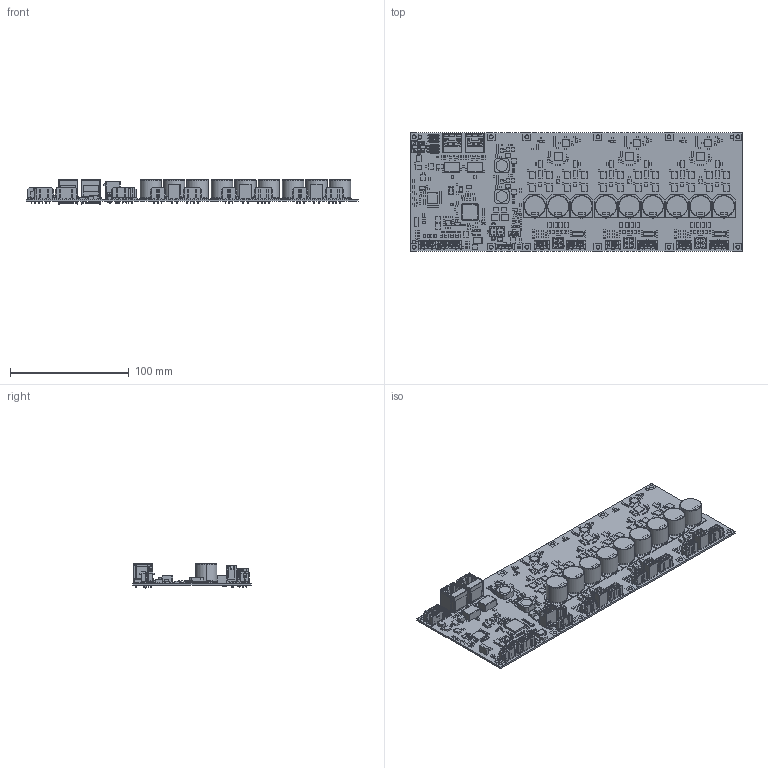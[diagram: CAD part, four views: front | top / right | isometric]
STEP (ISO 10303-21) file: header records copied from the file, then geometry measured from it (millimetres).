
FILE_DESCRIPTION(('STEP AP214'),'1');
FILE_NAME('8307017020_TMCM-3315_V20.step','2017-12-05T07:55:13',(' '),(' '),'Spatial InterOp 3D','XD3DPlugin XRACreate',' ');
FILE_SCHEMA(('automotive_design'));
Length unit declared in the file: millimetre
Products named in the file (360): Submodel-436500415.xtd; 436500415; Submodel-MOLEX-43650-0415_part_simplified_MOLEX-43650-0428; DesignRootModel; Submodel-430450612.xtd; 430450612; Submodel-MOLEX-43045-0612_part_simplified_MOLEX-43045-0627; Submodel-430450812.xtd; 430450812; Submodel-MOLEX-43045-0812_part_simplified_MOLEX-43045-0827; Submodel-039288040.xtd; 039288040; Submodel-MOLEX-5566-4P_part_simplified_MOLEX-5566-4A-XX; Submodel-SW3dPS-capacitor size K16.xtd; SW3dPS-capacitor size K16; Submodel-ELKO-SMD_slash_680UF_slash_63V_slash_19X21_part_simplified_ELKO-SMD19X21; Submodel-STEP-615008138321-rev1.xtd; STEP-615008138321-rev1; Submodel-RJ45_SS-74301-002_part_simplified_RJ45_SS-74301-002; Submodel-436500315.xtd; 436500315; Submodel-MOLEX-43650-0315_part_simplified_MOLEX-MICROFIT-3POLA; Submodel-MOLEX-43650-0315_part_simplified_MOLEX-MICROFIT-3POLB; Submodel-430451012.xtd; 430451012; Submodel-MOLEX-43045-1012_part_simplified_MOLEX-43045-1027; Submodel-436500215.xtd; 436500215; Submodel-MOLEX-43650-0215_part_simplified_MOLEX-43650-0215; Submodel-SH-7050TB.xtd; SH-7050TB; Submodel-SH-7050B_part_simplified_SH-7050B; Submodel-768290002.xtd; 768290002; Submodel-MOLEX-MEGAFIT_02_part_simplified_MOLEX-MEGAFIT_02; uid__9223372036868718690; Submodel-noModelForPart_MEMS-OSZ-ASFLMB-100.000MHZ-LR-T_3809283868; placementOutline; Submodel-MEMS-OSZ-ASFLMB-100.000MHZ-LR-T_3809283868_part_QUARTZ-5X3.2-4PIN; Submodel-noModelForPart_0603_slash_0R_3429145494 ...
Assembly tree (951 placements, depth 5):
  ProductRootModel
    DesignRootModel
      Submodel-MOLEX-43650-0415_part_simplified_MOLEX-43650-0428
        Submodel-436500415.xtd
          436500415
      Submodel-MOLEX-43045-0612_part_simplified_MOLEX-43045-0627  x3
        Submodel-430450612.xtd
          430450612
      Submodel-MOLEX-43045-0812_part_simplified_MOLEX-43045-0827  x4
        Submodel-430450812.xtd
          430450812
      Submodel-MOLEX-5566-4P_part_simplified_MOLEX-5566-4A-XX  x3
        Submodel-039288040.xtd
          039288040
      Submodel-ELKO-SMD_slash_680UF_slash_63V_slash_19X21_part_simplified_ELKO-SMD19X21  x9
        Submodel-SW3dPS-capacitor size K16.xtd
          SW3dPS-capacitor size K16
      Submodel-RJ45_SS-74301-002_part_simplified_RJ45_SS-74301-002  x2
        Submodel-STEP-615008138321-rev1.xtd
          STEP-615008138321-rev1
      Submodel-MOLEX-43650-0315_part_simplified_MOLEX-MICROFIT-3POLA
        Submodel-436500315.xtd
          436500315
      Submodel-MOLEX-43650-0315_part_simplified_MOLEX-MICROFIT-3POLB
        Submodel-436500315.xtd
          436500315
      Submodel-MOLEX-43045-1012_part_simplified_MOLEX-43045-1027
        Submodel-430451012.xtd
          430451012
      Submodel-MOLEX-43650-0215_part_simplified_MOLEX-43650-0215
        Submodel-436500215.xtd
          436500215
      Submodel-SH-7050B_part_simplified_SH-7050B  x2
        Submodel-SH-7050TB.xtd
          SH-7050TB
      Submodel-MOLEX-MEGAFIT_02_part_simplified_MOLEX-MEGAFIT_02
        Submodel-768290002.xtd
          768290002
      uid__9223372036868718690
      Submodel-MEMS-OSZ-ASFLMB-100.000MHZ-LR-T_3809283868_part_QUARTZ-5X3.2-4PIN
        Submodel-noModelForPart_MEMS-OSZ-ASFLMB-100.000MHZ-LR-T_3809283868
          placementOutline
          placementOutline
          placementOutline
      Submodel-0603_slash_0R_3429145494_part_IEC-0603  x11
        Submodel-noModelForPart_0603_slash_0R_3429145494
          placementOutline
      Submodel-0603_slash_0R_NL_3429145494_part_IEC-0603
        Submodel-noModelForPart_0603_slash_0R_NL_3429145494
          placementOutline
      Submodel-0603_slash_0R_NL_3429145494_part_IEC-0603A  x3
        Submodel-noModelForPart_0603_slash_0R_NL_3429145494
          placementOutline
      Submodel-0603_slash_10K0_slash_1_pct__3429145494_part_IEC-0603  x31
        Submodel-noModelForPart_0603_slash_10K0_slash_1_pct__3429145494
          placementOutline
      Submodel-0603_slash_FB600_slash_1A_1126235493_part_IEC-0603  x3
        Submodel-noModelForPart_0603_slash_FB600_slash_1A_1126235493
          placementOutline
      Submodel-0603_slash_10R0_slash_1_pct__3429145494_part_IEC-0603  x26
Bounding box: 280 x 100 x 20.5 mm (x, y, z)
Volume: 106964.3 mm3; surface area: 124498.6 mm2
Topology: 823 solids, 823 shells, 13374 faces, 33899 edges, 22476 vertices
Faces by surface type: plane 12357, cylinder 875, torus 58, cone 52, bspline 32
Full cylindrical faces by diameter (mm): 0.05 x9, 0.2 x14, 0.3 x30, 0.8 x1, 1.047 x1, 1.2 x2, 3 x3, 3.2 x12, 3.28 x2, 3.3 x2, 3.4 x2, 3.42 x2, 4 x2, 9.75 x2
Entity records: 214219 total; most frequent: CARTESIAN_POINT 31446, ORIENTED_EDGE 27018, DIRECTION 27005, EDGE_CURVE 13509, LINE 12431, VECTOR 12431, VERTEX_POINT 8880, AXIS2_PLACEMENT_3D 7287
